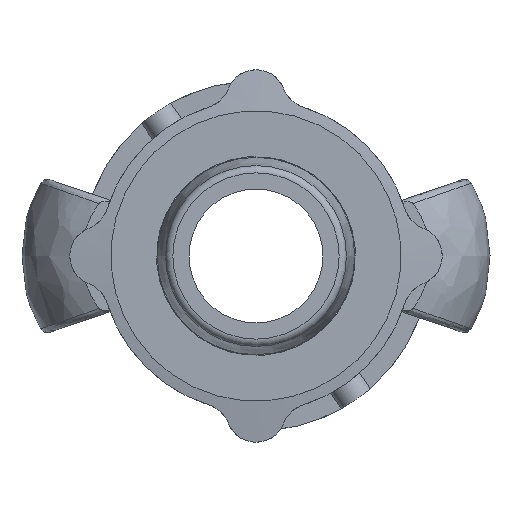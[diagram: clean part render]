
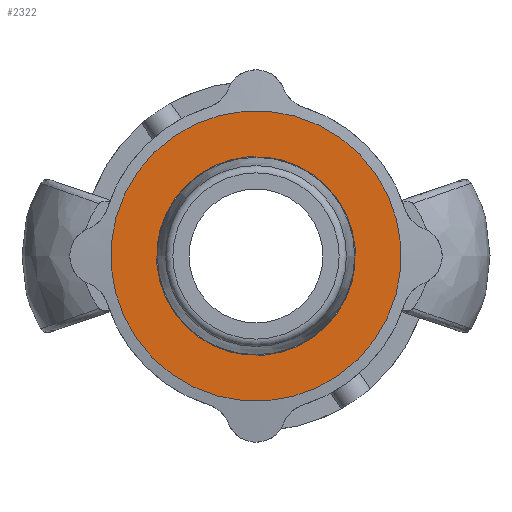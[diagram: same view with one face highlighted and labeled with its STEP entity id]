
A CAD part, left-side view. The second image highlights one B-rep face of the part: STEP entity #2322.
In plain terms, the highlighted planar face has unit normal (-1, 0, 0).
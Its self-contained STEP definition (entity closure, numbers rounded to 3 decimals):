
#117=FACE_BOUND('',#311,.T.);
#139=PLANE('',#2474);
#182=FACE_OUTER_BOUND('',#310,.T.);
#310=EDGE_LOOP('',(#1441));
#311=EDGE_LOOP('',(#1442));
#675=CIRCLE('',#2468,13.35);
#678=CIRCLE('',#2472,19.5);
#838=VERTEX_POINT('',#3433);
#841=VERTEX_POINT('',#3441);
#1082=EDGE_CURVE('',#838,#838,#675,.T.);
#1087=EDGE_CURVE('',#841,#841,#678,.T.);
#1441=ORIENTED_EDGE('',*,*,#1087,.T.);
#1442=ORIENTED_EDGE('',*,*,#1082,.T.);
#2322=ADVANCED_FACE('',(#182,#117),#139,.T.);
#2468=AXIS2_PLACEMENT_3D('',#3434,#2755,#2756);
#2472=AXIS2_PLACEMENT_3D('',#3443,#2765,#2766);
#2474=AXIS2_PLACEMENT_3D('',#3445,#2769,#2770);
#2755=DIRECTION('center_axis',(1.,0.,0.));
#2756=DIRECTION('ref_axis',(0.,-0.711,0.703));
#2765=DIRECTION('center_axis',(-1.,0.,0.));
#2766=DIRECTION('ref_axis',(0.,-0.711,0.703));
#2769=DIRECTION('center_axis',(-1.,0.,0.));
#2770=DIRECTION('ref_axis',(0.,-0.711,0.703));
#3433=CARTESIAN_POINT('',(43.25,9.492,-9.388));
#3434=CARTESIAN_POINT('Origin',(43.25,0.,0.));
#3441=CARTESIAN_POINT('',(43.25,13.864,-13.713));
#3443=CARTESIAN_POINT('Origin',(43.25,0.,0.));
#3445=CARTESIAN_POINT('Origin',(43.25,0.,0.));
